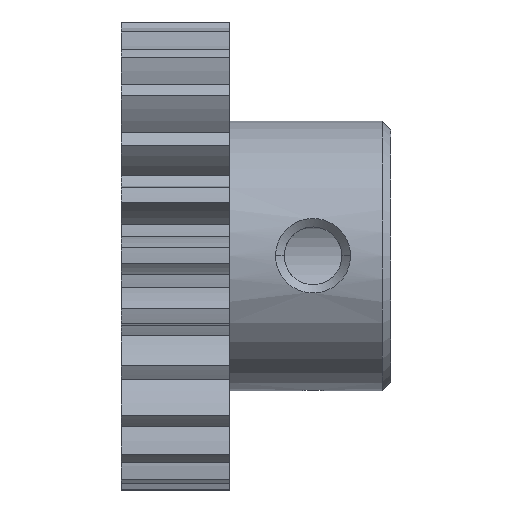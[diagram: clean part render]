
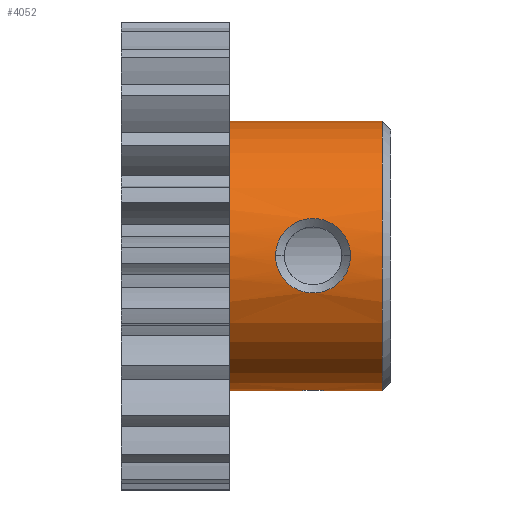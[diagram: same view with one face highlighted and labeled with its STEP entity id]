
A CAD part, top view. The second image highlights one B-rep face of the part: STEP entity #4052.
In plain terms, the highlighted cylindrical face has radius 3.962 mm (diameter 7.925 mm), a partial arc.
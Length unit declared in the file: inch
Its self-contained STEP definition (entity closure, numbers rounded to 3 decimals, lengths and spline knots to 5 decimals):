
#29 = EDGE_CURVE ( 'NONE', #2668, #522, #3889, .T. ) ;
#107 = CARTESIAN_POINT ( 'NONE',  ( 0.302, 0.156, 0. ) ) ;
#237 = CARTESIAN_POINT ( 'NONE',  ( 0.20863, -0.15583, 0.00784 ) ) ;
#315 = B_SPLINE_CURVE_WITH_KNOTS ( 'NONE', 3,
 ( #605, #3550, #3189, #2835, #2483, #3472, #1665, #3104, #2750, #959, #751, #3253, #2857, #1084, #3215, #1459, #1108, #1770 ),
 .UNSPECIFIED., .F., .F.,
 ( 4, 2, 2, 2, 2, 2, 2, 2, 4 ),
 ( 0.00346, 0.00389, 0.00432, 0.00476, 0.00519, 0.00562, 0.00605, 0.00649, 0.00692 ),
 .UNSPECIFIED. ) ;
#335 = EDGE_CURVE ( 'NONE', #1981, #484, #1079, .T. ) ;
#348 = CARTESIAN_POINT ( 'NONE',  ( 0.20016, -0.03768, 0.1514 ) ) ;
#430 = VECTOR ( 'NONE', #4110, 39.37008 ) ;
#443 = ORIENTED_EDGE ( 'NONE', *, *, #1068, .F. ) ;
#484 = VERTEX_POINT ( 'NONE', #2729 ) ;
#522 = VERTEX_POINT ( 'NONE', #4080 ) ;
#526 = VERTEX_POINT ( 'NONE', #107 ) ;
#605 = CARTESIAN_POINT ( 'NONE',  ( 0.26535, 0., 0.156 ) ) ;
#617 = CARTESIAN_POINT ( 'NONE',  ( 0.17865, -0.00577, 0.156 ) ) ;
#635 = CARTESIAN_POINT ( 'NONE',  ( 0.17865, -0.00003, 0.156 ) ) ;
#658 = CARTESIAN_POINT ( 'NONE',  ( 0.21628, -0.04306, 0.14994 ) ) ;
#682 = EDGE_CURVE ( 'NONE', #522, #2668, #315, .T. ) ;
#697 = CARTESIAN_POINT ( 'NONE',  ( 0.26535, -0.00566, 0.156 ) ) ;
#748 = EDGE_LOOP ( 'NONE', ( #1523, #3779 ) ) ;
#751 = CARTESIAN_POINT ( 'NONE',  ( 0.21058, 0.04192, 0.15028 ) ) ;
#940 = CARTESIAN_POINT ( 'NONE',  ( 0.207, -0.156, 0. ) ) ;
#959 = CARTESIAN_POINT ( 'NONE',  ( 0.21628, 0.04306, 0.14994 ) ) ;
#999 = CARTESIAN_POINT ( 'NONE',  ( 0.125, 0.156, 0. ) ) ;
#1068 = EDGE_CURVE ( 'NONE', #526, #4556, #1083, .T. ) ;
#1075 = CARTESIAN_POINT ( 'NONE',  ( 0.24865, -0.03451, 0.15219 ) ) ;
#1079 = CIRCLE ( 'NONE', #1753, 0.156 ) ;
#1083 = CIRCLE ( 'NONE', #1245, 0.156 ) ;
#1084 = CARTESIAN_POINT ( 'NONE',  ( 0.18736, 0.02661, 0.15377 ) ) ;
#1108 = CARTESIAN_POINT ( 'NONE',  ( 0.17865, 0.00572, 0.156 ) ) ;
#1148 = LINE ( 'NONE', #4429, #2610 ) ;
#1176 = AXIS2_PLACEMENT_3D ( 'NONE', #1364, #4634, #1383 ) ;
#1219 = DIRECTION ( 'NONE',  ( 1., 0., 0. ) ) ;
#1221 = DIRECTION ( 'NONE',  ( 1., 0., 0. ) ) ;
#1245 = AXIS2_PLACEMENT_3D ( 'NONE', #3297, #1221, #1934 ) ;
#1314 = CARTESIAN_POINT ( 'NONE',  ( 0.2354, -0.15583, 0.00782 ) ) ;
#1345 = FACE_OUTER_BOUND ( 'NONE', #1883, .T. ) ;
#1364 = CARTESIAN_POINT ( 'NONE',  ( 0.2185, 0., 0. ) ) ;
#1366 = CARTESIAN_POINT ( 'NONE',  ( 0.18738, -0.02663, 0.15376 ) ) ;
#1383 = DIRECTION ( 'NONE',  ( 0., 1., 0. ) ) ;
#1394 = DIRECTION ( 'NONE',  ( 1., 0., 0. ) ) ;
#1408 = CARTESIAN_POINT ( 'NONE',  ( 0.237, -0.156, 0. ) ) ;
#1459 = CARTESIAN_POINT ( 'NONE',  ( 0.17978, 0.01136, 0.15567 ) ) ;
#1523 = ORIENTED_EDGE ( 'NONE', *, *, #682, .F. ) ;
#1531 = VERTEX_POINT ( 'NONE', #1781 ) ;
#1665 = CARTESIAN_POINT ( 'NONE',  ( 0.24387, 0.03768, 0.1514 ) ) ;
#1669 = CARTESIAN_POINT ( 'NONE',  ( 0.21416, -0.15545, 0.01337 ) ) ;
#1723 = CARTESIAN_POINT ( 'NONE',  ( 0.25988, -0.02179, 0.15456 ) ) ;
#1753 = AXIS2_PLACEMENT_3D ( 'NONE', #2283, #1219, #2664 ) ;
#1760 = CARTESIAN_POINT ( 'NONE',  ( 0.19533, -0.03451, 0.15219 ) ) ;
#1770 = CARTESIAN_POINT ( 'NONE',  ( 0.17865, -0.00003, 0.156 ) ) ;
#1781 = CARTESIAN_POINT ( 'NONE',  ( 0.207, -0.156, 0. ) ) ;
#1883 = EDGE_LOOP ( 'NONE', ( #2262, #3018, #4064, #3402, #443, #3310 ) ) ;
#1934 = DIRECTION ( 'NONE',  ( 0., -1., 0. ) ) ;
#1968 = CARTESIAN_POINT ( 'NONE',  ( 0.17865, -0.00003, 0.156 ) ) ;
#1981 = VERTEX_POINT ( 'NONE', #999 ) ;
#1988 = EDGE_CURVE ( 'NONE', #1981, #526, #4295, .T. ) ;
#2028 = CARTESIAN_POINT ( 'NONE',  ( 0.207, -0.156, 0.00397 ) ) ;
#2085 = CARTESIAN_POINT ( 'NONE',  ( 0.2185, 0.156, 0. ) ) ;
#2100 = CARTESIAN_POINT ( 'NONE',  ( 0.25668, -0.02657, 0.15377 ) ) ;
#2262 = ORIENTED_EDGE ( 'NONE', *, *, #335, .T. ) ;
#2283 = CARTESIAN_POINT ( 'NONE',  ( 0.125, 0., 0. ) ) ;
#2383 = CARTESIAN_POINT ( 'NONE',  ( 0.302, -0.156, 0. ) ) ;
#2462 = CARTESIAN_POINT ( 'NONE',  ( 0.237, -0.156, 0.00397 ) ) ;
#2483 = CARTESIAN_POINT ( 'NONE',  ( 0.25668, 0.02657, 0.15377 ) ) ;
#2494 = CARTESIAN_POINT ( 'NONE',  ( 0.18415, -0.02185, 0.15455 ) ) ;
#2603 = EDGE_CURVE ( 'NONE', #4160, #4556, #1148, .T. ) ;
#2610 = VECTOR ( 'NONE', #4378, 39.37008 ) ;
#2664 = DIRECTION ( 'NONE',  ( 0., 0., -1. ) ) ;
#2668 = VERTEX_POINT ( 'NONE', #1968 ) ;
#2729 = CARTESIAN_POINT ( 'NONE',  ( 0.125, -0.156, 0. ) ) ;
#2750 = CARTESIAN_POINT ( 'NONE',  ( 0.22763, 0.04307, 0.14994 ) ) ;
#2783 = FACE_BOUND ( 'NONE', #748, .T. ) ;
#2835 = CARTESIAN_POINT ( 'NONE',  ( 0.25988, 0.0218, 0.15456 ) ) ;
#2843 = VECTOR ( 'NONE', #1394, 39.37008 ) ;
#2857 = CARTESIAN_POINT ( 'NONE',  ( 0.19532, 0.03449, 0.15219 ) ) ;
#2985 = CARTESIAN_POINT ( 'NONE',  ( 0.2185, -0.156, 0. ) ) ;
#3018 = ORIENTED_EDGE ( 'NONE', *, *, #3834, .T. ) ;
#3104 = CARTESIAN_POINT ( 'NONE',  ( 0.23331, 0.04197, 0.15026 ) ) ;
#3108 = CARTESIAN_POINT ( 'NONE',  ( 0.2259, -0.15528, 0.015 ) ) ;
#3189 = CARTESIAN_POINT ( 'NONE',  ( 0.26422, 0.01137, 0.15567 ) ) ;
#3215 = CARTESIAN_POINT ( 'NONE',  ( 0.18415, 0.02182, 0.15456 ) ) ;
#3238 = EDGE_CURVE ( 'NONE', #1531, #4160, #4220, .T. ) ;
#3253 = CARTESIAN_POINT ( 'NONE',  ( 0.20015, 0.03767, 0.1514 ) ) ;
#3297 = CARTESIAN_POINT ( 'NONE',  ( 0.302, 0., 0. ) ) ;
#3310 = ORIENTED_EDGE ( 'NONE', *, *, #1988, .F. ) ;
#3402 = ORIENTED_EDGE ( 'NONE', *, *, #2603, .T. ) ;
#3472 = CARTESIAN_POINT ( 'NONE',  ( 0.24864, 0.03453, 0.15218 ) ) ;
#3546 = CARTESIAN_POINT ( 'NONE',  ( 0.26421, -0.01137, 0.15567 ) ) ;
#3550 = CARTESIAN_POINT ( 'NONE',  ( 0.26535, 0.00566, 0.156 ) ) ;
#3779 = ORIENTED_EDGE ( 'NONE', *, *, #29, .F. ) ;
#3834 = EDGE_CURVE ( 'NONE', #484, #1531, #4134, .T. ) ;
#3889 = B_SPLINE_CURVE_WITH_KNOTS ( 'NONE', 3,
 ( #635, #617, #4324, #2494, #1366, #1760, #348, #3901, #658, #3942, #4660, #4241, #1075, #2100, #1723, #3546, #697, #4280 ),
 .UNSPECIFIED., .F., .F.,
 ( 4, 2, 2, 2, 2, 2, 2, 2, 4 ),
 ( 0., 0.00043, 0.00086, 0.0013, 0.00173, 0.00216, 0.00259, 0.00303, 0.00346 ),
 .UNSPECIFIED. ) ;
#3901 = CARTESIAN_POINT ( 'NONE',  ( 0.21059, -0.04194, 0.15027 ) ) ;
#3942 = CARTESIAN_POINT ( 'NONE',  ( 0.22766, -0.04306, 0.14994 ) ) ;
#4052 = ADVANCED_FACE ( 'NONE', ( #2783, #1345 ), #4257, .T. ) ;
#4064 = ORIENTED_EDGE ( 'NONE', *, *, #3238, .T. ) ;
#4080 = CARTESIAN_POINT ( 'NONE',  ( 0.26535, 0., 0.156 ) ) ;
#4110 = DIRECTION ( 'NONE',  ( 1., 0., 0. ) ) ;
#4134 = LINE ( 'NONE', #2985, #430 ) ;
#4160 = VERTEX_POINT ( 'NONE', #1408 ) ;
#4208 = CARTESIAN_POINT ( 'NONE',  ( 0.21807, -0.15528, 0.015 ) ) ;
#4220 = B_SPLINE_CURVE_WITH_KNOTS ( 'NONE', 3,
 ( #940, #2028, #237, #1669, #4208, #3108, #4563, #1314, #2462, #4270 ),
 .UNSPECIFIED., .F., .F.,
 ( 4, 2, 2, 2, 4 ),
 ( 0.00119, 0.00149, 0.00179, 0.00209, 0.00238 ),
 .UNSPECIFIED. ) ;
#4241 = CARTESIAN_POINT ( 'NONE',  ( 0.24389, -0.03765, 0.1514 ) ) ;
#4257 = CYLINDRICAL_SURFACE ( 'NONE', #1176, 0.156 ) ;
#4270 = CARTESIAN_POINT ( 'NONE',  ( 0.237, -0.156, 0. ) ) ;
#4280 = CARTESIAN_POINT ( 'NONE',  ( 0.26535, 0., 0.156 ) ) ;
#4295 = LINE ( 'NONE', #2085, #2843 ) ;
#4324 = CARTESIAN_POINT ( 'NONE',  ( 0.1798, -0.01144, 0.15567 ) ) ;
#4378 = DIRECTION ( 'NONE',  ( 1., 0., 0. ) ) ;
#4429 = CARTESIAN_POINT ( 'NONE',  ( 0.2185, -0.156, 0. ) ) ;
#4556 = VERTEX_POINT ( 'NONE', #2383 ) ;
#4563 = CARTESIAN_POINT ( 'NONE',  ( 0.2298, -0.15545, 0.01341 ) ) ;
#4634 = DIRECTION ( 'NONE',  ( 1., 0., 0. ) ) ;
#4660 = CARTESIAN_POINT ( 'NONE',  ( 0.23331, -0.04195, 0.15027 ) ) ;
